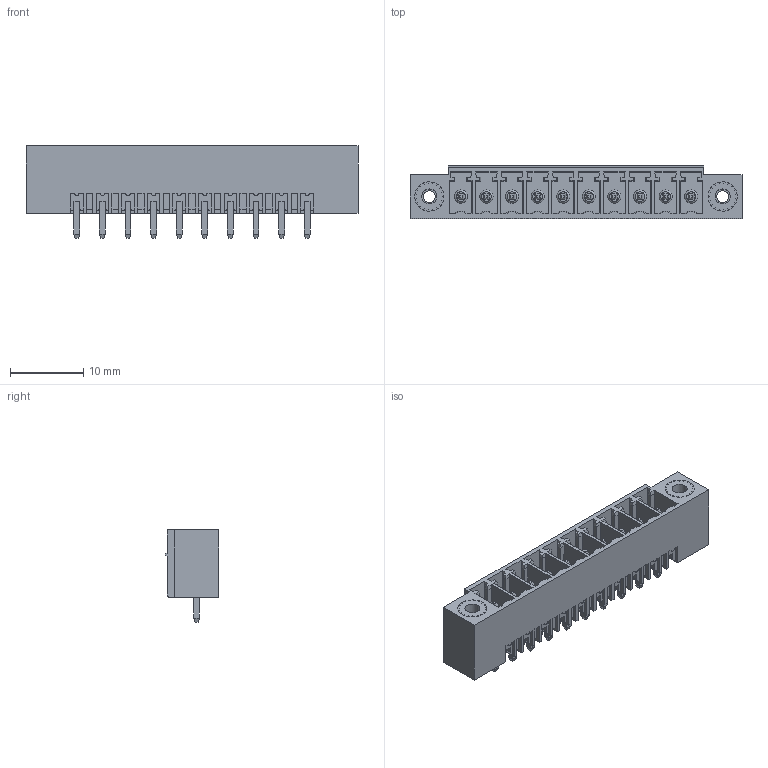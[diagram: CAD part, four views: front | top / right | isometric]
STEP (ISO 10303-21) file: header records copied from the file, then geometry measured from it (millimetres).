
FILE_DESCRIPTION(('STEP AP214'),'1');
FILE_NAME('PV10-3,5-V-K.stp','2018-11-29T12:01:47',(' '),(' '),'Spatial InterOp 3D',' ',' ');
FILE_SCHEMA(('AUTOMOTIVE_DESIGN { 1 0 10303 214 1 1 1 1 }'));
Length unit declared in the file: metre
Products named in the file (1): 1
Bounding box: 45.4 x 7.25 x 12.6 mm (x, y, z)
Volume: 1674.3 mm3; surface area: 3571.2 mm2
Topology: 1 solids, 1 shells, 837 faces, 2119 edges, 1354 vertices
Faces by surface type: plane 744, cylinder 73, torus 10, cone 10
Full cylindrical faces by diameter (mm): 1.6 x2, 1.8 x10, 2.05 x2
Entity records: 31046 total; most frequent: CARTESIAN_POINT 4319, ORIENTED_EDGE 4162, DIRECTION 3903, EDGE_CURVE 2081, LINE 1895, VECTOR 1895, VERTEX_POINT 1340, AXIS2_PLACEMENT_3D 1004
